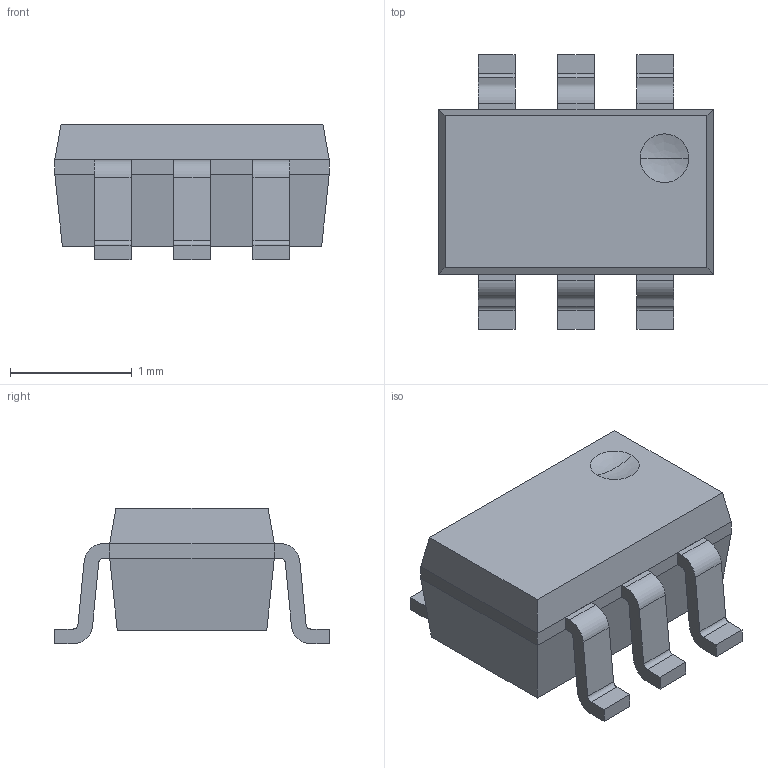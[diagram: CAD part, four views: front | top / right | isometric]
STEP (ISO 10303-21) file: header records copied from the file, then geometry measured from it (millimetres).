
FILE_DESCRIPTION (( 'STEP AP214' ), '1' );
FILE_NAME ('User Library-TSSOP-6 (SOT-23-6 PITCH 0.65).STEP', '2017-02-13T17:05:38', ( 'Windows User' ), ( '' ), 'SwSTEP 2.0', 'SolidWorks 2017', '' );
FILE_SCHEMA (( 'AUTOMOTIVE_DESIGN' ));
Length unit declared in the file: millimetre
Products named in the file (3): User Library-TSSOP-6 (SOT-23-6 PITCH 0.65)_body_TSSOP-6_TSSOP5_1; User Library-TSSOP-6 (SOT-23-6 PITCH 0.65)_pin_TSSOP_tssop6_1; User Library-TSSOP-6 (SOT-23-6 PITCH 0.65)
Assembly tree (7 placements, depth 2):
  User Library-TSSOP-6 (SOT-23-6 PITCH 0.65)
    User Library-TSSOP-6 (SOT-23-6 PITCH 0.65)_pin_TSSOP_tssop6_1  x6
    User Library-TSSOP-6 (SOT-23-6 PITCH 0.65)_body_TSSOP-6_TSSOP5_1
Bounding box: 2.25 x 2.25 x 1.11 mm (x, y, z)
Volume: 3.1 mm3; surface area: 17.9 mm2
Topology: 7 solids, 7 shells, 100 faces, 250 edges, 163 vertices
Faces by surface type: plane 74, cylinder 24, bspline 2
Entity records: 1330 total; most frequent: CARTESIAN_POINT 181, DIRECTION 156, ORIENTED_EDGE 136, EDGE_CURVE 68, LINE 56, VECTOR 56, AXIS2_PLACEMENT_3D 50, VERTEX_POINT 43
